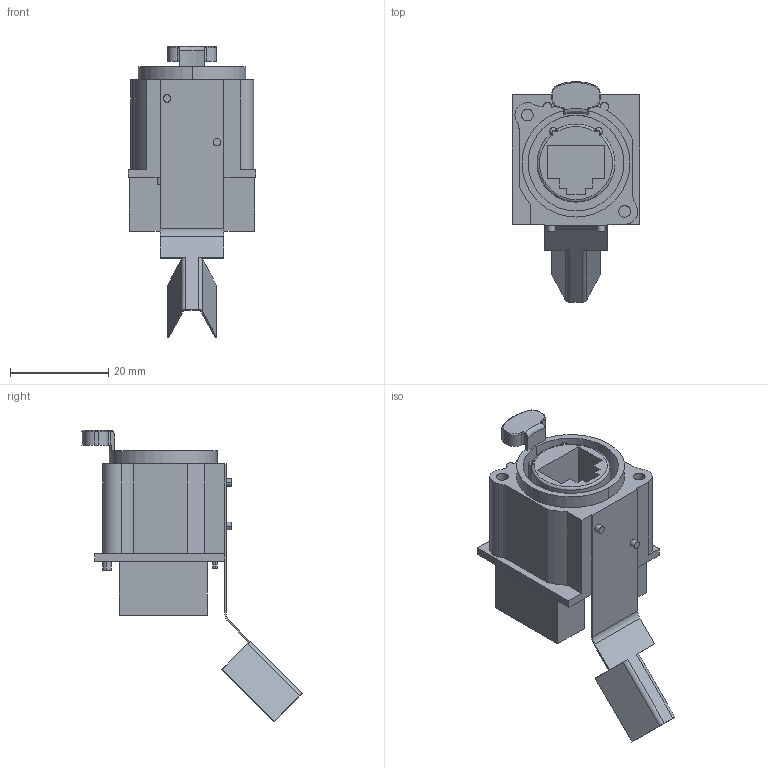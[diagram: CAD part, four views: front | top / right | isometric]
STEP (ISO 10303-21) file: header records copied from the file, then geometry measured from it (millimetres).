
FILE_DESCRIPTION((''),'2;1');
FILE_NAME('D-NE8FAV-YK','2011-11-30T',('odo'),(''),'PRO/ENGINEER BY PARAMETRIC TECHNOLOGY CORPORATION, 2011080','PRO/ENGINEER BY PARAMETRIC TECHNOLOGY CORPORATION, 2011080','');
FILE_SCHEMA(('AUTOMOTIVE_DESIGN_CC2 { 1 2 10303 214 -1 1 5 2 }'));
Length unit declared in the file: millimetre
Products named in the file (1): D-NE8FAV-YK
Bounding box: 26 x 44.87 x 59.34 mm (x, y, z)
Volume: 12747.6 mm3; surface area: 8273.5 mm2
Topology: 1 solids, 1 shells, 158 faces, 384 edges, 246 vertices
Faces by surface type: plane 75, cylinder 67, torus 10, bspline 6
Entity records: 4958 total; most frequent: CARTESIAN_POINT 925, DIRECTION 840, ORIENTED_EDGE 760, EDGE_CURVE 380, AXIS2_PLACEMENT_3D 314, VERTEX_POINT 246, VECTOR 212, LINE 212
